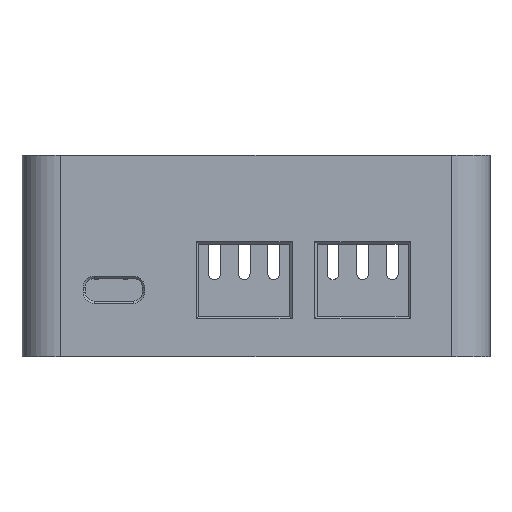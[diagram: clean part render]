
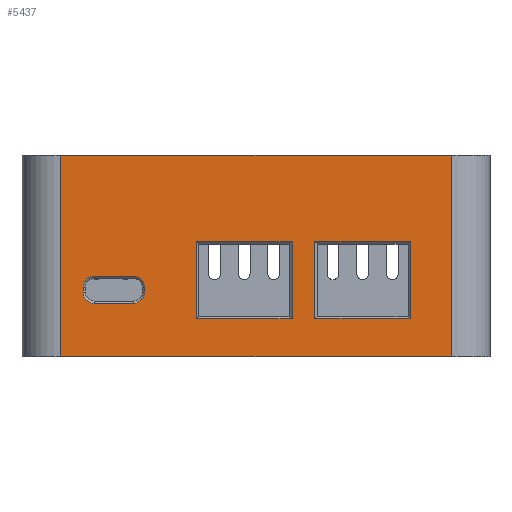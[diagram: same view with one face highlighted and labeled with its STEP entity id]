
A CAD part, front view. The second image highlights one B-rep face of the part: STEP entity #5437.
In plain terms, the highlighted planar face has unit normal (0, -1, 0).
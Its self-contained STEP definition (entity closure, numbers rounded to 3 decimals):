
#115=FACE_BOUND('',#970,.T.);
#116=FACE_BOUND('',#971,.T.);
#117=FACE_BOUND('',#972,.T.);
#299=PLANE('',#5985);
#587=FACE_OUTER_BOUND('',#969,.T.);
#969=EDGE_LOOP('',(#4958,#4959,#4960,#4961));
#970=EDGE_LOOP('',(#4962,#4963,#4964,#4965));
#971=EDGE_LOOP('',(#4966,#4967,#4968,#4969,#4970,#4971,#4972,#4973));
#972=EDGE_LOOP('',(#4974,#4975,#4976,#4977));
#993=LINE('',#7632,#1508);
#1296=LINE('',#8629,#1811);
#1390=LINE('',#8882,#1905);
#1393=LINE('',#8890,#1908);
#1396=LINE('',#8898,#1911);
#1399=LINE('',#8905,#1914);
#1403=LINE('',#8915,#1918);
#1407=LINE('',#8921,#1922);
#1408=LINE('',#8924,#1923);
#1410=LINE('',#8927,#1925);
#1414=LINE('',#8937,#1929);
#1418=LINE('',#8944,#1933);
#1420=LINE('',#8947,#1935);
#1421=LINE('',#8949,#1936);
#1495=LINE('',#9138,#2010);
#1496=LINE('',#9139,#2011);
#1508=VECTOR('',#6050,10.);
#1811=VECTOR('',#7009,10.);
#1905=VECTOR('',#7269,10.);
#1908=VECTOR('',#7278,10.);
#1911=VECTOR('',#7287,10.);
#1914=VECTOR('',#7296,10.);
#1918=VECTOR('',#7306,10.);
#1922=VECTOR('',#7312,10.);
#1923=VECTOR('',#7315,10.);
#1925=VECTOR('',#7319,10.);
#1929=VECTOR('',#7329,10.);
#1933=VECTOR('',#7335,10.);
#1935=VECTOR('',#7339,10.);
#1936=VECTOR('',#7342,10.);
#2010=VECTOR('',#7564,10.);
#2011=VECTOR('',#7565,10.);
#2229=CIRCLE('',#5889,1.9);
#2230=CIRCLE('',#5892,1.9);
#2231=CIRCLE('',#5895,1.9);
#2232=CIRCLE('',#5898,1.9);
#2265=VERTEX_POINT('',#7617);
#2272=VERTEX_POINT('',#7630);
#2614=VERTEX_POINT('',#8626);
#2688=VERTEX_POINT('',#8875);
#2689=VERTEX_POINT('',#8877);
#2690=VERTEX_POINT('',#8881);
#2691=VERTEX_POINT('',#8885);
#2692=VERTEX_POINT('',#8889);
#2693=VERTEX_POINT('',#8893);
#2694=VERTEX_POINT('',#8897);
#2695=VERTEX_POINT('',#8901);
#2697=VERTEX_POINT('',#8913);
#2698=VERTEX_POINT('',#8914);
#2699=VERTEX_POINT('',#8919);
#2700=VERTEX_POINT('',#8923);
#2702=VERTEX_POINT('',#8935);
#2703=VERTEX_POINT('',#8936);
#2704=VERTEX_POINT('',#8941);
#2705=VERTEX_POINT('',#8943);
#2746=VERTEX_POINT('',#9137);
#2771=EDGE_CURVE('',#2272,#2265,#993,.T.);
#3253=EDGE_CURVE('',#2265,#2614,#1296,.T.);
#3375=EDGE_CURVE('',#2688,#2689,#2229,.T.);
#3377=EDGE_CURVE('',#2689,#2690,#1390,.T.);
#3379=EDGE_CURVE('',#2690,#2691,#2230,.T.);
#3381=EDGE_CURVE('',#2691,#2692,#1393,.T.);
#3383=EDGE_CURVE('',#2692,#2693,#2231,.T.);
#3385=EDGE_CURVE('',#2693,#2694,#1396,.T.);
#3387=EDGE_CURVE('',#2694,#2695,#2232,.T.);
#3389=EDGE_CURVE('',#2695,#2688,#1399,.T.);
#3393=EDGE_CURVE('',#2697,#2698,#1403,.T.);
#3397=EDGE_CURVE('',#2699,#2697,#1407,.T.);
#3398=EDGE_CURVE('',#2700,#2699,#1408,.T.);
#3400=EDGE_CURVE('',#2698,#2700,#1410,.T.);
#3404=EDGE_CURVE('',#2702,#2703,#1414,.T.);
#3408=EDGE_CURVE('',#2704,#2705,#1418,.T.);
#3410=EDGE_CURVE('',#2703,#2704,#1420,.T.);
#3411=EDGE_CURVE('',#2705,#2702,#1421,.T.);
#3505=EDGE_CURVE('',#2614,#2746,#1495,.T.);
#3506=EDGE_CURVE('',#2746,#2272,#1496,.T.);
#4958=ORIENTED_EDGE('',*,*,#3505,.F.);
#4959=ORIENTED_EDGE('',*,*,#3253,.F.);
#4960=ORIENTED_EDGE('',*,*,#2771,.F.);
#4961=ORIENTED_EDGE('',*,*,#3506,.F.);
#4962=ORIENTED_EDGE('',*,*,#3410,.F.);
#4963=ORIENTED_EDGE('',*,*,#3404,.F.);
#4964=ORIENTED_EDGE('',*,*,#3411,.F.);
#4965=ORIENTED_EDGE('',*,*,#3408,.F.);
#4966=ORIENTED_EDGE('',*,*,#3389,.F.);
#4967=ORIENTED_EDGE('',*,*,#3387,.F.);
#4968=ORIENTED_EDGE('',*,*,#3385,.F.);
#4969=ORIENTED_EDGE('',*,*,#3383,.F.);
#4970=ORIENTED_EDGE('',*,*,#3381,.F.);
#4971=ORIENTED_EDGE('',*,*,#3379,.F.);
#4972=ORIENTED_EDGE('',*,*,#3377,.F.);
#4973=ORIENTED_EDGE('',*,*,#3375,.F.);
#4974=ORIENTED_EDGE('',*,*,#3400,.F.);
#4975=ORIENTED_EDGE('',*,*,#3393,.F.);
#4976=ORIENTED_EDGE('',*,*,#3397,.F.);
#4977=ORIENTED_EDGE('',*,*,#3398,.F.);
#5437=ADVANCED_FACE('',(#587,#115,#116,#117),#299,.T.);
#5889=AXIS2_PLACEMENT_3D('',#8878,#7264,#7265);
#5892=AXIS2_PLACEMENT_3D('',#8886,#7273,#7274);
#5895=AXIS2_PLACEMENT_3D('',#8894,#7282,#7283);
#5898=AXIS2_PLACEMENT_3D('',#8902,#7291,#7292);
#5985=AXIS2_PLACEMENT_3D('',#9136,#7562,#7563);
#6050=DIRECTION('',(1.,0.,0.));
#7009=DIRECTION('',(0.,0.,-1.));
#7264=DIRECTION('center_axis',(0.,-1.,0.));
#7265=DIRECTION('ref_axis',(0.,0.,1.));
#7269=DIRECTION('',(0.,0.,-1.));
#7273=DIRECTION('center_axis',(0.,-1.,0.));
#7274=DIRECTION('ref_axis',(-1.,0.,0.));
#7278=DIRECTION('',(1.,0.,0.));
#7282=DIRECTION('center_axis',(0.,-1.,0.));
#7283=DIRECTION('ref_axis',(0.,0.,-1.));
#7287=DIRECTION('',(0.,0.,1.));
#7291=DIRECTION('center_axis',(0.,-1.,0.));
#7292=DIRECTION('ref_axis',(1.,0.,0.));
#7296=DIRECTION('',(-1.,0.,0.));
#7306=DIRECTION('',(-1.,0.,0.));
#7312=DIRECTION('',(0.,0.,1.));
#7315=DIRECTION('',(1.,0.,0.));
#7319=DIRECTION('',(0.,0.,-1.));
#7329=DIRECTION('',(-1.,0.,0.));
#7335=DIRECTION('',(1.,0.,0.));
#7339=DIRECTION('',(0.,0.,-1.));
#7342=DIRECTION('',(0.,0.,1.));
#7562=DIRECTION('center_axis',(0.,-1.,0.));
#7563=DIRECTION('ref_axis',(1.,0.,0.));
#7564=DIRECTION('',(-1.,0.,0.));
#7565=DIRECTION('',(0.,0.,1.));
#7617=CARTESIAN_POINT('',(70.,-2.5,26.));
#7630=CARTESIAN_POINT('',(4.,-2.5,26.));
#7632=CARTESIAN_POINT('',(4.,-2.5,26.));
#8626=CARTESIAN_POINT('',(70.,-2.5,-8.));
#8629=CARTESIAN_POINT('',(70.,-2.5,0.));
#8875=CARTESIAN_POINT('',(9.7,-2.5,5.6));
#8877=CARTESIAN_POINT('',(7.8,-2.5,3.7));
#8878=CARTESIAN_POINT('Origin',(9.7,-2.5,3.7));
#8881=CARTESIAN_POINT('',(7.8,-2.5,2.9));
#8882=CARTESIAN_POINT('',(7.8,-2.5,1.45));
#8885=CARTESIAN_POINT('',(9.7,-2.5,1.));
#8886=CARTESIAN_POINT('Origin',(9.7,-2.5,2.9));
#8889=CARTESIAN_POINT('',(16.3,-2.5,1.));
#8890=CARTESIAN_POINT('',(10.15,-2.5,1.));
#8893=CARTESIAN_POINT('',(18.2,-2.5,2.9));
#8894=CARTESIAN_POINT('Origin',(16.3,-2.5,2.9));
#8897=CARTESIAN_POINT('',(18.2,-2.5,3.7));
#8898=CARTESIAN_POINT('',(18.2,-2.5,1.85));
#8901=CARTESIAN_POINT('',(16.3,-2.5,5.6));
#8902=CARTESIAN_POINT('Origin',(16.3,-2.5,3.7));
#8905=CARTESIAN_POINT('',(6.85,-2.5,5.6));
#8913=CARTESIAN_POINT('',(43.099,-2.5,11.42));
#8914=CARTESIAN_POINT('',(26.899,-2.5,11.42));
#8915=CARTESIAN_POINT('',(15.65,-2.5,11.42));
#8919=CARTESIAN_POINT('',(43.099,-2.5,-1.613));
#8921=CARTESIAN_POINT('',(43.099,-2.5,5.51));
#8923=CARTESIAN_POINT('',(26.899,-2.5,-1.613));
#8924=CARTESIAN_POINT('',(23.349,-2.5,-1.613));
#8927=CARTESIAN_POINT('',(26.899,-2.5,-0.607));
#8935=CARTESIAN_POINT('',(63.08,-2.5,11.42));
#8936=CARTESIAN_POINT('',(46.928,-2.5,11.42));
#8937=CARTESIAN_POINT('',(25.664,-2.5,11.42));
#8941=CARTESIAN_POINT('',(46.928,-2.5,-1.613));
#8943=CARTESIAN_POINT('',(63.08,-2.5,-1.613));
#8944=CARTESIAN_POINT('',(33.34,-2.5,-1.613));
#8947=CARTESIAN_POINT('',(46.928,-2.5,-0.607));
#8949=CARTESIAN_POINT('',(63.08,-2.5,5.51));
#9136=CARTESIAN_POINT('Origin',(4.,-2.5,0.));
#9137=CARTESIAN_POINT('',(4.,-2.5,-8.));
#9138=CARTESIAN_POINT('',(20.5,-2.5,-8.));
#9139=CARTESIAN_POINT('',(4.,-2.5,0.));
